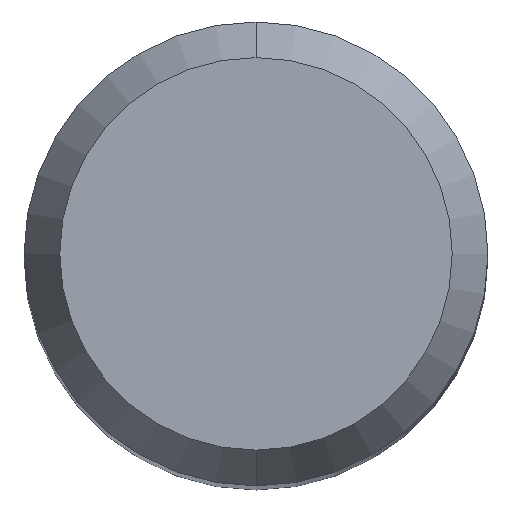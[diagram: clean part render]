
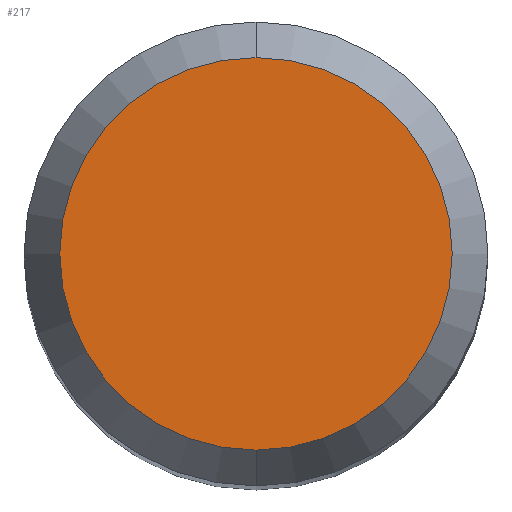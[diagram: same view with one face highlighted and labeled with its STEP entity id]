
A CAD part, top view. The second image highlights one B-rep face of the part: STEP entity #217.
In plain terms, the highlighted planar face has unit normal (0, 0, 1).
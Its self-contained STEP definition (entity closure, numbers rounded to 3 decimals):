
#177=EDGE_CURVE('',#375,#271,#454,.T.);
#207=EDGE_CURVE('',#271,#375,#486,.T.);
#217=ADVANCED_FACE('',(#498),#499,.T.);
#271=VERTEX_POINT('',#557);
#375=VERTEX_POINT('',#675);
#454=CIRCLE('',#767,2.538);
#486=CIRCLE('',#860,2.538);
#498=FACE_OUTER_BOUND('',#875,.T.);
#499=PLANE('',#876);
#557=CARTESIAN_POINT('',(0.0,2.538,29.983));
#675=CARTESIAN_POINT('',(0.,-2.538,29.983));
#767=AXIS2_PLACEMENT_3D('',#1360,#1361,#1362);
#860=AXIS2_PLACEMENT_3D('',#1393,#1394,#1395);
#875=EDGE_LOOP('',(#1416,#1417));
#876=AXIS2_PLACEMENT_3D('',#1418,#1419,#1420);
#1360=CARTESIAN_POINT('',(0.0,0.0,29.983));
#1361=DIRECTION('',(0.0,0.0,-1.0));
#1362=DIRECTION('',(0.0,1.0,0.0));
#1393=CARTESIAN_POINT('',(0.0,0.0,29.983));
#1394=DIRECTION('',(0.0,0.0,-1.0));
#1395=DIRECTION('',(0.0,1.0,0.0));
#1416=ORIENTED_EDGE('',*,*,#207,.F.);
#1417=ORIENTED_EDGE('',*,*,#177,.F.);
#1418=CARTESIAN_POINT('',(0.0,1.269,29.983));
#1419=DIRECTION('',(-0.0,0.0,1.0));
#1420=DIRECTION('',(0.0,-1.0,0.0));
